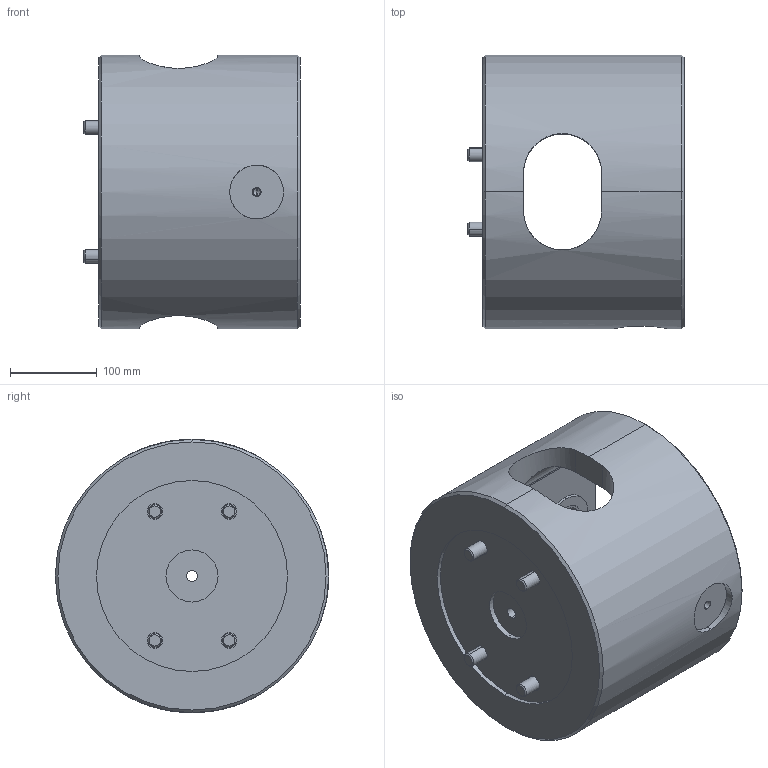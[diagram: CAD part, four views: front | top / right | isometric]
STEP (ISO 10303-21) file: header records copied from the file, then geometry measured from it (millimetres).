
FILE_DESCRIPTION (( 'STEP AP203' ), '1' );
FILE_NAME ('CF-IS-315.STEP', '2020-10-30T06:38:10', ( '' ), ( '' ), 'SwSTEP 2.0', 'SolidWorks 2016', '' );
FILE_SCHEMA (( 'CONFIG_CONTROL_DESIGN' ));
Length unit declared in the file: millimetre
Products named in the file (6): CF-IS-315-03000; 直銷_D6x20L; 圓頭內六角螺栓_M16x45; CF-IS-315; CF-IS-315-01000; CF-IS-315-07000
Assembly tree (8 placements, depth 2):
  CF-IS-315
    CF-IS-315-01000
    CF-IS-315-07000
    CF-IS-315-03000
    直銷_D6x20L
    圓頭內六角螺栓_M16x45  x4
Bounding box: 249 x 315 x 315 mm (x, y, z)
Volume: 10127477.8 mm3; surface area: 660239 mm2
Topology: 8 solids, 8 shells, 274 faces, 627 edges, 390 vertices
Faces by surface type: plane 114, cylinder 110, cone 48, sphere 2
Entity records: 6998 total; most frequent: CARTESIAN_POINT 1630, DIRECTION 1074, ORIENTED_EDGE 894, EDGE_CURVE 447, AXIS2_PLACEMENT_3D 438, VERTEX_POINT 288, EDGE_LOOP 241, CIRCLE 231
